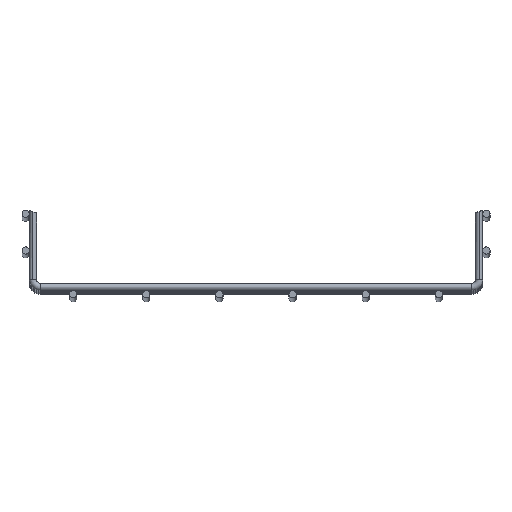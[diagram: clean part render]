
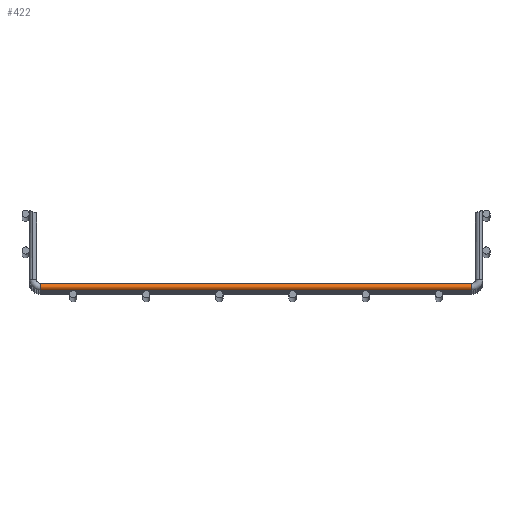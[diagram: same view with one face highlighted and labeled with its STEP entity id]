
A CAD part, top view. The second image highlights one B-rep face of the part: STEP entity #422.
In plain terms, the highlighted cylindrical face has radius 2.5 mm (diameter 5 mm), a partial arc.
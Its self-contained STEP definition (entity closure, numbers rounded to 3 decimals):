
#40 = VERTEX_POINT ( 'NONE', #480 ) ;
#51 = AXIS2_PLACEMENT_3D ( 'NONE', #729, #195, #258 ) ;
#58 = DIRECTION ( 'NONE',  ( 0., 0., -1. ) ) ;
#87 = CARTESIAN_POINT ( 'NONE',  ( -147.5, 2.5, 0. ) ) ;
#95 = VECTOR ( 'NONE', #447, 1000. ) ;
#103 = CIRCLE ( 'NONE', #51, 2.5 ) ;
#179 = CARTESIAN_POINT ( 'NONE',  ( 147.5, -2.5, 0. ) ) ;
#192 = CYLINDRICAL_SURFACE ( 'NONE', #331, 2.5 ) ;
#195 = DIRECTION ( 'NONE',  ( -1., 0., 0. ) ) ;
#224 = ORIENTED_EDGE ( 'NONE', *, *, #689, .F. ) ;
#228 = ORIENTED_EDGE ( 'NONE', *, *, #670, .F. ) ;
#258 = DIRECTION ( 'NONE',  ( 0., 0., -1. ) ) ;
#281 = LINE ( 'NONE', #510, #95 ) ;
#300 = EDGE_CURVE ( 'NONE', #627, #444, #103, .T. ) ;
#331 = AXIS2_PLACEMENT_3D ( 'NONE', #626, #430, #384 ) ;
#345 = ORIENTED_EDGE ( 'NONE', *, *, #300, .T. ) ;
#384 = DIRECTION ( 'NONE',  ( 0., 1., 0. ) ) ;
#403 = CARTESIAN_POINT ( 'NONE',  ( 147.5, 2.5, 0. ) ) ;
#422 = ADVANCED_FACE ( 'NONE', ( #735 ), #192, .T. ) ;
#428 = CARTESIAN_POINT ( 'NONE',  ( -147.5, -2.5, 0. ) ) ;
#430 = DIRECTION ( 'NONE',  ( 1., 0., 0. ) ) ;
#444 = VERTEX_POINT ( 'NONE', #403 ) ;
#447 = DIRECTION ( 'NONE',  ( 1., 0., 0. ) ) ;
#469 = EDGE_CURVE ( 'NONE', #667, #627, #281, .T. ) ;
#480 = CARTESIAN_POINT ( 'NONE',  ( -147.5, 2.5, 0. ) ) ;
#489 = CIRCLE ( 'NONE', #661, 2.5 ) ;
#492 = DIRECTION ( 'NONE',  ( -1., 0., 0. ) ) ;
#510 = CARTESIAN_POINT ( 'NONE',  ( -147.5, -2.5, 0. ) ) ;
#558 = CARTESIAN_POINT ( 'NONE',  ( -147.5, 0., 0. ) ) ;
#600 = ORIENTED_EDGE ( 'NONE', *, *, #469, .T. ) ;
#621 = DIRECTION ( 'NONE',  ( 1., 0., 0. ) ) ;
#626 = CARTESIAN_POINT ( 'NONE',  ( -147.5, 0., 0. ) ) ;
#627 = VERTEX_POINT ( 'NONE', #179 ) ;
#631 = VECTOR ( 'NONE', #621, 1000. ) ;
#641 = LINE ( 'NONE', #87, #631 ) ;
#661 = AXIS2_PLACEMENT_3D ( 'NONE', #558, #492, #58 ) ;
#667 = VERTEX_POINT ( 'NONE', #428 ) ;
#670 = EDGE_CURVE ( 'NONE', #40, #444, #641, .T. ) ;
#689 = EDGE_CURVE ( 'NONE', #667, #40, #489, .T. ) ;
#700 = EDGE_LOOP ( 'NONE', ( #224, #600, #345, #228 ) ) ;
#729 = CARTESIAN_POINT ( 'NONE',  ( 147.5, 0., 0. ) ) ;
#735 = FACE_OUTER_BOUND ( 'NONE', #700, .T. ) ;
